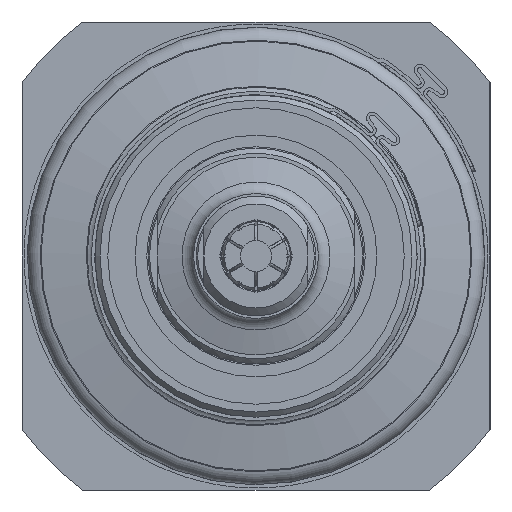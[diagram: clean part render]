
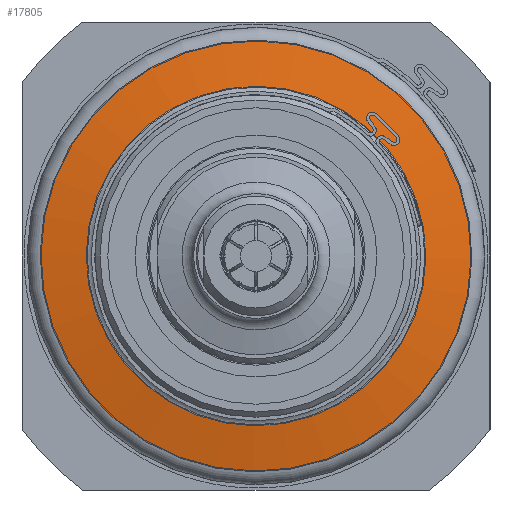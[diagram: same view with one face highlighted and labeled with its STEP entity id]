
A CAD part, left-side view. The second image highlights one B-rep face of the part: STEP entity #17805.
In plain terms, the highlighted conical face has half-angle 80 degrees and reference radius 37.087 mm.
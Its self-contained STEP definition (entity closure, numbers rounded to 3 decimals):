
#487=CONICAL_SURFACE('',#20008,37.087,1.396);
#1284=LINE('',#32114,#2157);
#2157=VECTOR('',#25168,37.087);
#3618=FACE_OUTER_BOUND('',#4652,.T.);
#4652=EDGE_LOOP('',(#14978,#14979,#14980,#14981,#14982,#14983));
#6060=CIRCLE('',#20006,32.653);
#6061=CIRCLE('',#20007,32.653);
#6062=CIRCLE('',#20009,41.521);
#6063=CIRCLE('',#20010,41.521);
#7756=VERTEX_POINT('',#32105);
#7757=VERTEX_POINT('',#32107);
#7758=VERTEX_POINT('',#32111);
#7759=VERTEX_POINT('',#32112);
#10216=EDGE_CURVE('',#7757,#7756,#6060,.T.);
#10217=EDGE_CURVE('',#7756,#7757,#6061,.T.);
#10218=EDGE_CURVE('',#7758,#7759,#6062,.T.);
#10219=EDGE_CURVE('',#7758,#7757,#1284,.T.);
#10220=EDGE_CURVE('',#7759,#7758,#6063,.T.);
#14978=ORIENTED_EDGE('',*,*,#10218,.F.);
#14979=ORIENTED_EDGE('',*,*,#10219,.T.);
#14980=ORIENTED_EDGE('',*,*,#10216,.T.);
#14981=ORIENTED_EDGE('',*,*,#10217,.T.);
#14982=ORIENTED_EDGE('',*,*,#10219,.F.);
#14983=ORIENTED_EDGE('',*,*,#10220,.F.);
#17805=ADVANCED_FACE('',(#3618),#487,.T.);
#20006=AXIS2_PLACEMENT_3D('',#32108,#25160,#25161);
#20007=AXIS2_PLACEMENT_3D('',#32109,#25162,#25163);
#20008=AXIS2_PLACEMENT_3D('',#32110,#25164,#25165);
#20009=AXIS2_PLACEMENT_3D('',#32113,#25166,#25167);
#20010=AXIS2_PLACEMENT_3D('',#32115,#25169,#25170);
#25160=DIRECTION('center_axis',(1.,0.,0.));
#25161=DIRECTION('ref_axis',(0.,0.355,-0.935));
#25162=DIRECTION('center_axis',(1.,0.,0.));
#25163=DIRECTION('ref_axis',(0.,0.355,-0.935));
#25164=DIRECTION('center_axis',(1.,0.,0.));
#25165=DIRECTION('ref_axis',(0.,0.935,0.355));
#25166=DIRECTION('center_axis',(1.,0.,0.));
#25167=DIRECTION('ref_axis',(0.,0.355,-0.935));
#25168=DIRECTION('',(-0.174,0.921,0.349));
#25169=DIRECTION('center_axis',(1.,0.,0.));
#25170=DIRECTION('ref_axis',(0.,0.355,-0.935));
#32105=CARTESIAN_POINT('',(53.006,-11.577,30.532));
#32107=CARTESIAN_POINT('',(53.006,-30.532,-11.577));
#32108=CARTESIAN_POINT('Origin',(53.006,0.,
0.));
#32109=CARTESIAN_POINT('Origin',(53.006,0.,
0.));
#32110=CARTESIAN_POINT('Origin',(53.788,0.,
0.));
#32111=CARTESIAN_POINT('',(54.57,-38.824,-14.721));
#32112=CARTESIAN_POINT('',(54.57,-14.721,38.824));
#32113=CARTESIAN_POINT('Origin',(54.57,0.,
0.));
#32114=CARTESIAN_POINT('',(53.788,-34.678,-13.149));
#32115=CARTESIAN_POINT('Origin',(54.57,0.,
0.));
